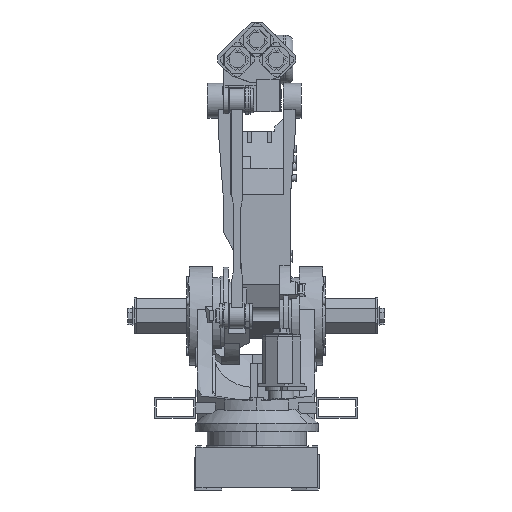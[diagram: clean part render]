
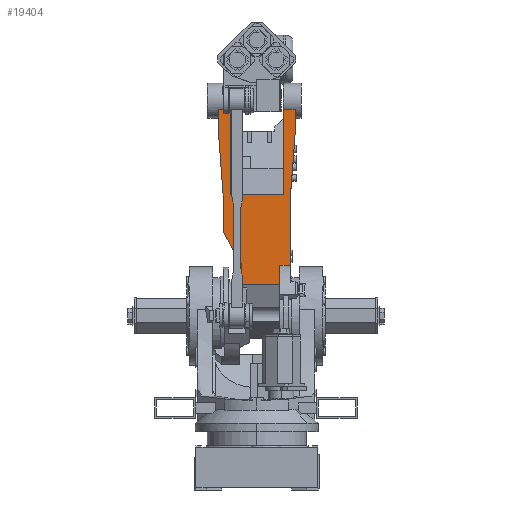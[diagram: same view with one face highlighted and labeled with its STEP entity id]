
A CAD part, left-side view. The second image highlights one B-rep face of the part: STEP entity #19404.
In plain terms, the highlighted planar face has unit normal (-1, 0, 0).
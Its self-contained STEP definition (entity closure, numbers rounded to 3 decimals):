
#17964=CARTESIAN_POINT('',(779.5,-130.0,1844.823));
#17965=VERTEX_POINT('',#17964);
#17973=CARTESIAN_POINT('',(779.5,-187.0,1844.823));
#17974=VERTEX_POINT('',#17973);
#17975=CARTESIAN_POINT('',(779.5,-187.0,1844.823));
#17976=DIRECTION('',(0.0,1.0,0.0));
#17977=VECTOR('',#17976,57.0);
#17978=LINE('',#17975,#17977);
#17979=EDGE_CURVE('',#17974,#17965,#17978,.T.);
#18241=CARTESIAN_POINT('',(779.5,-130.0,1429.839));
#18242=VERTEX_POINT('',#18241);
#18251=CARTESIAN_POINT('',(779.5,-130.0,1844.823));
#18252=DIRECTION('',(0.0,0.0,-1.0));
#18253=VECTOR('',#18252,414.984);
#18254=LINE('',#18251,#18253);
#18255=EDGE_CURVE('',#17965,#18242,#18254,.T.);
#18549=CARTESIAN_POINT('',(779.5,-163.0,1087.75));
#18550=VERTEX_POINT('',#18549);
#18558=CARTESIAN_POINT('',(779.5,-112.5,1087.75));
#18559=VERTEX_POINT('',#18558);
#18560=CARTESIAN_POINT('',(779.5,-163.0,1087.75));
#18561=DIRECTION('',(0.0,1.0,0.0));
#18562=VECTOR('',#18561,50.5);
#18563=LINE('',#18560,#18562);
#18564=EDGE_CURVE('',#18550,#18559,#18563,.T.);
#18620=CARTESIAN_POINT('',(779.5,-112.5,994.404));
#18621=VERTEX_POINT('',#18620);
#18622=CARTESIAN_POINT('',(779.5,-112.5,1087.75));
#18623=DIRECTION('',(0.0,0.0,-1.0));
#18624=VECTOR('',#18623,93.345);
#18625=LINE('',#18622,#18624);
#18626=EDGE_CURVE('',#18559,#18621,#18625,.T.);
#18678=CARTESIAN_POINT('',(779.5,-187.0,1730.0));
#18679=VERTEX_POINT('',#18678);
#18686=CARTESIAN_POINT('',(779.5,-163.0,1410.0));
#18687=VERTEX_POINT('',#18686);
#18688=CARTESIAN_POINT('',(779.5,-187.0,1730.0));
#18689=DIRECTION('',(0.0,0.075,-0.997));
#18690=VECTOR('',#18689,320.899);
#18691=LINE('',#18688,#18690);
#18692=EDGE_CURVE('',#18679,#18687,#18691,.T.);
#18757=CARTESIAN_POINT('',(779.5,-163.0,1410.0));
#18758=DIRECTION('',(0.0,0.0,-1.0));
#18759=VECTOR('',#18758,322.25);
#18760=LINE('',#18757,#18759);
#18761=EDGE_CURVE('',#18687,#18550,#18760,.T.);
#18793=CARTESIAN_POINT('',(779.5,-187.0,1844.823));
#18794=DIRECTION('',(0.0,0.0,-1.0));
#18795=VECTOR('',#18794,114.823);
#18796=LINE('',#18793,#18795);
#18797=EDGE_CURVE('',#17974,#18679,#18796,.T.);
#19276=CARTESIAN_POINT('',(779.5,73.0,994.404));
#19277=VERTEX_POINT('',#19276);
#19278=CARTESIAN_POINT('',(779.5,73.0,994.404));
#19279=DIRECTION('',(0.0,-1.0,0.0));
#19280=VECTOR('',#19279,185.5);
#19281=LINE('',#19278,#19280);
#19282=EDGE_CURVE('',#19277,#18621,#19281,.T.);
#19327=CARTESIAN_POINT('',(779.5,-205.7,1887.343));
#19328=DIRECTION('',(1.0,0.0,0.0));
#19329=DIRECTION('',(0.0,0.0,-1.0));
#19330=AXIS2_PLACEMENT_3D('',#19327,#19328,#19329);
#19331=PLANE('',#19330);
#19332=CARTESIAN_POINT('',(779.5,130.0,1429.839));
#19333=VERTEX_POINT('',#19332);
#19334=CARTESIAN_POINT('',(779.5,-130.0,1429.839));
#19335=DIRECTION('',(0.0,1.0,0.0));
#19336=VECTOR('',#19335,260.0);
#19337=LINE('',#19334,#19336);
#19338=EDGE_CURVE('',#18242,#19333,#19337,.T.);
#19339=ORIENTED_EDGE('',*,*,#19338,.T.);
#19340=CARTESIAN_POINT('',(779.5,130.0,1844.823));
#19341=VERTEX_POINT('',#19340);
#19342=CARTESIAN_POINT('',(779.5,130.0,1429.839));
#19343=DIRECTION('',(0.0,0.0,1.0));
#19344=VECTOR('',#19343,414.984);
#19345=LINE('',#19342,#19344);
#19346=EDGE_CURVE('',#19333,#19341,#19345,.T.);
#19347=ORIENTED_EDGE('',*,*,#19346,.T.);
#19348=CARTESIAN_POINT('',(779.5,187.0,1844.823));
#19349=VERTEX_POINT('',#19348);
#19350=CARTESIAN_POINT('',(779.5,130.0,1844.823));
#19351=DIRECTION('',(0.0,1.0,0.0));
#19352=VECTOR('',#19351,57.0);
#19353=LINE('',#19350,#19352);
#19354=EDGE_CURVE('',#19341,#19349,#19353,.T.);
#19355=ORIENTED_EDGE('',*,*,#19354,.T.);
#19356=CARTESIAN_POINT('',(779.5,187.0,1730.0));
#19357=VERTEX_POINT('',#19356);
#19358=CARTESIAN_POINT('',(779.5,187.0,1844.823));
#19359=DIRECTION('',(0.0,0.0,-1.0));
#19360=VECTOR('',#19359,114.823);
#19361=LINE('',#19358,#19360);
#19362=EDGE_CURVE('',#19349,#19357,#19361,.T.);
#19363=ORIENTED_EDGE('',*,*,#19362,.T.);
#19364=CARTESIAN_POINT('',(779.5,163.0,1410.0));
#19365=VERTEX_POINT('',#19364);
#19366=CARTESIAN_POINT('',(779.5,187.0,1730.0));
#19367=DIRECTION('',(0.0,-0.075,-0.997));
#19368=VECTOR('',#19367,320.899);
#19369=LINE('',#19366,#19368);
#19370=EDGE_CURVE('',#19357,#19365,#19369,.T.);
#19371=ORIENTED_EDGE('',*,*,#19370,.T.);
#19372=CARTESIAN_POINT('',(779.5,163.0,1245.885));
#19373=VERTEX_POINT('',#19372);
#19374=CARTESIAN_POINT('',(779.5,163.0,1410.0));
#19375=DIRECTION('',(0.0,0.0,-1.0));
#19376=VECTOR('',#19375,164.115);
#19377=LINE('',#19374,#19376);
#19378=EDGE_CURVE('',#19365,#19373,#19377,.T.);
#19379=ORIENTED_EDGE('',*,*,#19378,.T.);
#19380=CARTESIAN_POINT('',(779.5,73.0,1090.0));
#19381=VERTEX_POINT('',#19380);
#19382=CARTESIAN_POINT('',(779.5,163.0,1245.885));
#19383=DIRECTION('',(0.0,-0.5,-0.866));
#19384=VECTOR('',#19383,180.);
#19385=LINE('',#19382,#19384);
#19386=EDGE_CURVE('',#19373,#19381,#19385,.T.);
#19387=ORIENTED_EDGE('',*,*,#19386,.T.);
#19388=CARTESIAN_POINT('',(779.5,73.0,1090.0));
#19389=DIRECTION('',(0.0,0.0,-1.0));
#19390=VECTOR('',#19389,95.596);
#19391=LINE('',#19388,#19390);
#19392=EDGE_CURVE('',#19381,#19277,#19391,.T.);
#19393=ORIENTED_EDGE('',*,*,#19392,.T.);
#19394=ORIENTED_EDGE('',*,*,#19282,.T.);
#19395=ORIENTED_EDGE('',*,*,#18626,.F.);
#19396=ORIENTED_EDGE('',*,*,#18564,.F.);
#19397=ORIENTED_EDGE('',*,*,#18761,.F.);
#19398=ORIENTED_EDGE('',*,*,#18692,.F.);
#19399=ORIENTED_EDGE('',*,*,#18797,.F.);
#19400=ORIENTED_EDGE('',*,*,#17979,.T.);
#19401=ORIENTED_EDGE('',*,*,#18255,.T.);
#19402=EDGE_LOOP('',(#19339,#19347,#19355,#19363,#19371,#19379,#19387,#19393,#19394,#19395,#19396,#19397,#19398,#19399,#19400,#19401));
#19403=FACE_OUTER_BOUND('',#19402,.T.);
#19404=ADVANCED_FACE('',(#19403),#19331,.F.);
